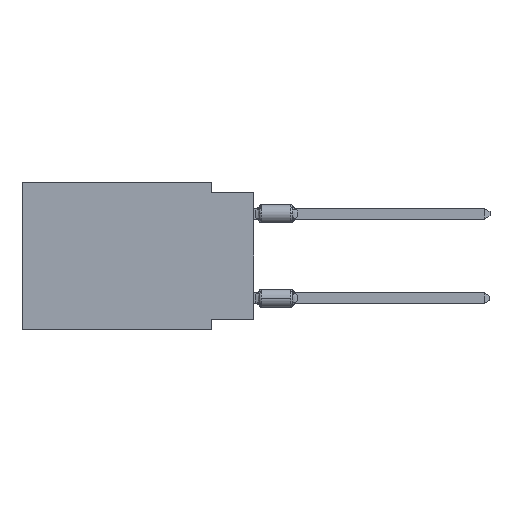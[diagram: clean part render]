
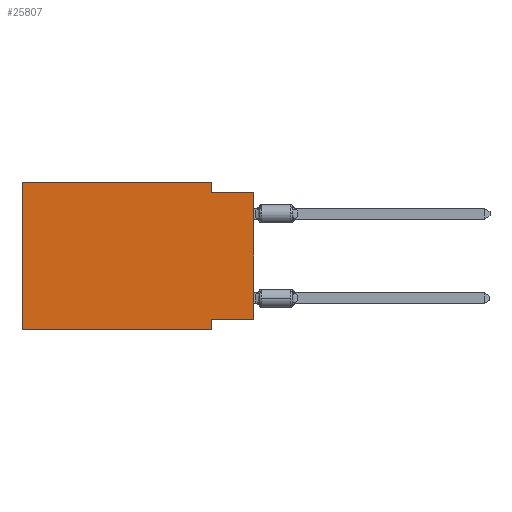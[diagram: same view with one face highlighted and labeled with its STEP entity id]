
A CAD part, left-side view. The second image highlights one B-rep face of the part: STEP entity #25807.
In plain terms, the highlighted planar face has unit normal (-1, 0, 0).
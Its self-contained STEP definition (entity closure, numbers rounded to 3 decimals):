
#260 = VERTEX_POINT ( 'NONE', #4966 ) ;
#458 = CARTESIAN_POINT ( 'NONE',  ( 0., 2.54, 0. ) ) ;
#501 = CARTESIAN_POINT ( 'NONE',  ( 0., 13.97, -8.89 ) ) ;
#2195 = DIRECTION ( 'NONE',  ( 0., 1., 0. ) ) ;
#2318 = CARTESIAN_POINT ( 'NONE',  ( 0., 0., -0.635 ) ) ;
#2783 = VECTOR ( 'NONE', #15232, 1000. ) ;
#3271 = VERTEX_POINT ( 'NONE', #12100 ) ;
#4342 = AXIS2_PLACEMENT_3D ( 'NONE', #11733, #18515, #11424 ) ;
#4444 = ORIENTED_EDGE ( 'NONE', *, *, #7089, .F. ) ;
#4640 = PLANE ( 'NONE',  #4342 ) ;
#4674 = EDGE_CURVE ( 'NONE', #28725, #12857, #5961, .T. ) ;
#4966 = CARTESIAN_POINT ( 'NONE',  ( 0., 0., -8.255 ) ) ;
#5961 = LINE ( 'NONE', #10577, #2783 ) ;
#6593 = ORIENTED_EDGE ( 'NONE', *, *, #21553, .T. ) ;
#7089 = EDGE_CURVE ( 'NONE', #25829, #3271, #10587, .T. ) ;
#7377 = VECTOR ( 'NONE', #9531, 1000. ) ;
#7380 = CARTESIAN_POINT ( 'NONE',  ( 0., 0., -0.635 ) ) ;
#9222 = DIRECTION ( 'NONE',  ( 0., 0., -1. ) ) ;
#9531 = DIRECTION ( 'NONE',  ( 0., 0., -1. ) ) ;
#9890 = CARTESIAN_POINT ( 'NONE',  ( 0., 2.54, -8.89 ) ) ;
#10142 = CARTESIAN_POINT ( 'NONE',  ( 0., 2.54, -8.89 ) ) ;
#10338 = EDGE_CURVE ( 'NONE', #260, #16896, #27935, .T. ) ;
#10343 = EDGE_LOOP ( 'NONE', ( #6593, #30035, #20628, #4444, #21683, #28271, #13238, #28451 ) ) ;
#10490 = CARTESIAN_POINT ( 'NONE',  ( 0., 0., 0. ) ) ;
#10577 = CARTESIAN_POINT ( 'NONE',  ( 0., 13.97, -8.89 ) ) ;
#10587 = LINE ( 'NONE', #21434, #21525 ) ;
#11120 = FACE_OUTER_BOUND ( 'NONE', #10343, .T. ) ;
#11424 = DIRECTION ( 'NONE',  ( 0., 0., -1. ) ) ;
#11733 = CARTESIAN_POINT ( 'NONE',  ( 0., 13.97, 0. ) ) ;
#12042 = DIRECTION ( 'NONE',  ( 0., 0., 1. ) ) ;
#12100 = CARTESIAN_POINT ( 'NONE',  ( 0., 2.54, 0. ) ) ;
#12118 = VERTEX_POINT ( 'NONE', #2318 ) ;
#12350 = CARTESIAN_POINT ( 'NONE',  ( 0., 13.97, 0. ) ) ;
#12857 = VERTEX_POINT ( 'NONE', #9890 ) ;
#13238 = ORIENTED_EDGE ( 'NONE', *, *, #27549, .F. ) ;
#14636 = DIRECTION ( 'NONE',  ( 0., -1., 0. ) ) ;
#14908 = VECTOR ( 'NONE', #12042, 1000. ) ;
#15232 = DIRECTION ( 'NONE',  ( 0., -1., 0. ) ) ;
#16629 = LINE ( 'NONE', #7380, #17658 ) ;
#16896 = VERTEX_POINT ( 'NONE', #18732 ) ;
#17658 = VECTOR ( 'NONE', #14636, 1000. ) ;
#17752 = LINE ( 'NONE', #10490, #22441 ) ;
#18515 = DIRECTION ( 'NONE',  ( 1., 0., 0. ) ) ;
#18732 = CARTESIAN_POINT ( 'NONE',  ( 0., 2.54, -8.255 ) ) ;
#19497 = EDGE_CURVE ( 'NONE', #28725, #25829, #28080, .T. ) ;
#19560 = LINE ( 'NONE', #10142, #7377 ) ;
#19910 = EDGE_CURVE ( 'NONE', #3271, #22831, #21569, .T. ) ;
#19917 = DIRECTION ( 'NONE',  ( 0., 0., 1. ) ) ;
#20330 = VECTOR ( 'NONE', #9222, 1000. ) ;
#20628 = ORIENTED_EDGE ( 'NONE', *, *, #19910, .F. ) ;
#21134 = CARTESIAN_POINT ( 'NONE',  ( 0., 13.97, 0. ) ) ;
#21143 = CARTESIAN_POINT ( 'NONE',  ( 0., 0., -8.255 ) ) ;
#21434 = CARTESIAN_POINT ( 'NONE',  ( 0., 13.97, 0. ) ) ;
#21525 = VECTOR ( 'NONE', #26220, 1000. ) ;
#21553 = EDGE_CURVE ( 'NONE', #260, #12118, #17752, .T. ) ;
#21569 = LINE ( 'NONE', #458, #20330 ) ;
#21683 = ORIENTED_EDGE ( 'NONE', *, *, #19497, .F. ) ;
#22441 = VECTOR ( 'NONE', #19917, 1000. ) ;
#22831 = VERTEX_POINT ( 'NONE', #27319 ) ;
#25807 = ADVANCED_FACE ( 'NONE', ( #11120 ), #4640, .F. ) ;
#25829 = VERTEX_POINT ( 'NONE', #21134 ) ;
#26104 = VECTOR ( 'NONE', #2195, 1000. ) ;
#26220 = DIRECTION ( 'NONE',  ( 0., -1., 0. ) ) ;
#26394 = EDGE_CURVE ( 'NONE', #22831, #12118, #16629, .T. ) ;
#27319 = CARTESIAN_POINT ( 'NONE',  ( 0., 2.54, -0.635 ) ) ;
#27549 = EDGE_CURVE ( 'NONE', #16896, #12857, #19560, .T. ) ;
#27935 = LINE ( 'NONE', #21143, #26104 ) ;
#28080 = LINE ( 'NONE', #12350, #14908 ) ;
#28271 = ORIENTED_EDGE ( 'NONE', *, *, #4674, .T. ) ;
#28451 = ORIENTED_EDGE ( 'NONE', *, *, #10338, .F. ) ;
#28725 = VERTEX_POINT ( 'NONE', #501 ) ;
#30035 = ORIENTED_EDGE ( 'NONE', *, *, #26394, .F. ) ;
